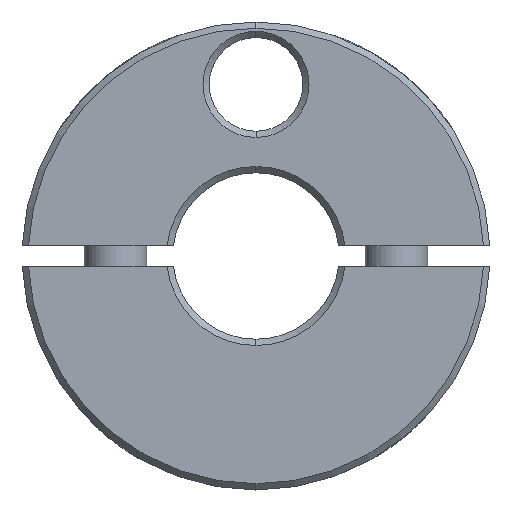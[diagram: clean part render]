
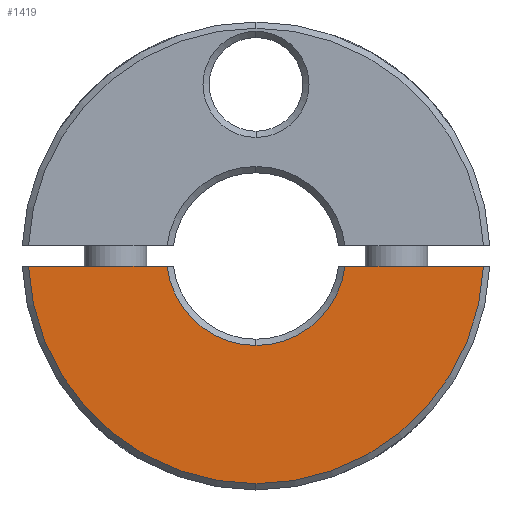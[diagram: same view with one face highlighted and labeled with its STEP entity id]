
A CAD part, front view. The second image highlights one B-rep face of the part: STEP entity #1419.
In plain terms, the highlighted planar face has unit normal (0, -1, 0).
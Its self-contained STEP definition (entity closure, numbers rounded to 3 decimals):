
#629=EDGE_CURVE('',#669,#641,#1668,.T.);
#641=VERTEX_POINT('',#1682);
#663=EDGE_CURVE('',#839,#1031,#1707,.T.);
#669=VERTEX_POINT('',#1713);
#839=VERTEX_POINT('',#1902);
#1031=VERTEX_POINT('',#2119);
#1065=EDGE_CURVE('',#1453,#1151,#2159,.T.);
#1151=VERTEX_POINT('',#2256);
#1165=EDGE_CURVE('',#1151,#641,#2272,.T.);
#1405=EDGE_CURVE('',#1031,#1453,#2537,.T.);
#1419=ADVANCED_FACE('',(#2551),#2552,.T.);
#1451=EDGE_CURVE('',#839,#669,#2587,.T.);
#1453=VERTEX_POINT('',#2589);
#1668=CIRCLE('',#2931,8.6);
#1682=CARTESIAN_POINT('',(8.542,-13.0,-1.0));
#1707=LINE('',#2978,#2979);
#1713=CARTESIAN_POINT('',(0.,-13.,-8.6));
#1902=CARTESIAN_POINT('',(-8.542,-13.0,-1.0));
#2119=CARTESIAN_POINT('',(-21.877,-13.0,-1.0));
#2159=CIRCLE('',#3745,21.9);
#2256=CARTESIAN_POINT('',(21.877,-13.0,-1.0));
#2272=LINE('',#3939,#3940);
#2537=CIRCLE('',#4413,21.9);
#2551=FACE_OUTER_BOUND('',#4449,.T.);
#2552=PLANE('',#4450);
#2587=CIRCLE('',#4510,8.6);
#2589=CARTESIAN_POINT('',(0.,-13.,-21.9));
#2931=AXIS2_PLACEMENT_3D('',#4822,#4823,#4824);
#2978=CARTESIAN_POINT('',(6.5,-13.,-1.0));
#2979=VECTOR('',#4876,1.0);
#3745=AXIS2_PLACEMENT_3D('',#5367,#5368,#5369);
#3939=CARTESIAN_POINT('',(22.5,-13.,-1.0));
#3940=VECTOR('',#5506,1.0);
#4413=AXIS2_PLACEMENT_3D('',#5812,#5813,#5814);
#4449=EDGE_LOOP('',(#5817,#5818,#5819,#5820,#5821,#5822));
#4450=AXIS2_PLACEMENT_3D('',#5823,#5824,#5825);
#4510=AXIS2_PLACEMENT_3D('',#5865,#5866,#5867);
#4822=CARTESIAN_POINT('',(0.,-13.,0.));
#4823=DIRECTION('',(0.,-1.0,0.));
#4824=DIRECTION('',(0.,0.,1.0));
#4876=DIRECTION('',(-1.0,0.,0.));
#5367=CARTESIAN_POINT('',(0.,-13.,0.));
#5368=DIRECTION('',(0.,-1.0,0.));
#5369=DIRECTION('',(0.,0.,1.0));
#5506=DIRECTION('',(-1.0,0.,0.));
#5812=CARTESIAN_POINT('',(0.,-13.,0.));
#5813=DIRECTION('',(0.,-1.0,0.));
#5814=DIRECTION('',(0.,0.,1.0));
#5817=ORIENTED_EDGE('',*,*,#1165,.T.);
#5818=ORIENTED_EDGE('',*,*,#629,.F.);
#5819=ORIENTED_EDGE('',*,*,#1451,.F.);
#5820=ORIENTED_EDGE('',*,*,#663,.T.);
#5821=ORIENTED_EDGE('',*,*,#1405,.T.);
#5822=ORIENTED_EDGE('',*,*,#1065,.T.);
#5823=CARTESIAN_POINT('',(0.,-13.,15.25));
#5824=DIRECTION('',(0.,-1.0,0.));
#5825=DIRECTION('',(0.,0.,1.0));
#5865=CARTESIAN_POINT('',(0.,-13.,0.));
#5866=DIRECTION('',(0.,-1.0,0.));
#5867=DIRECTION('',(0.,0.,1.0));
